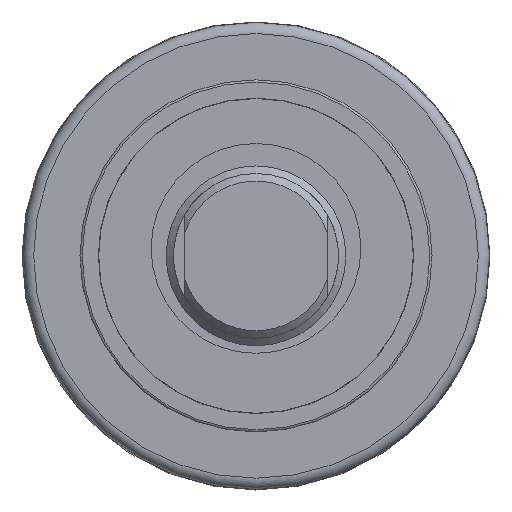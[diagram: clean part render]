
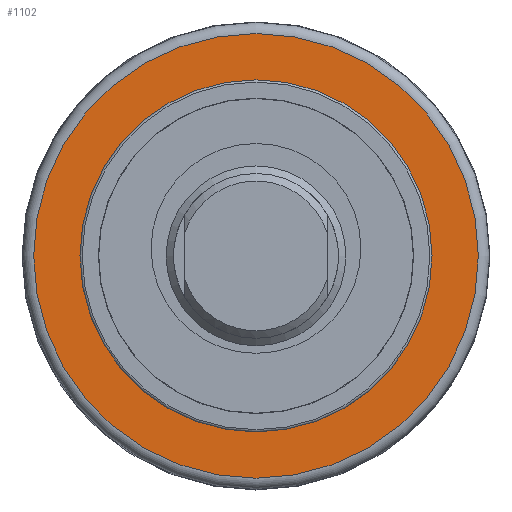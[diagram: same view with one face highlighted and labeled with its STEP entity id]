
A CAD part, left-side view. The second image highlights one B-rep face of the part: STEP entity #1102.
In plain terms, the highlighted planar face has unit normal (-1, 0, 0).
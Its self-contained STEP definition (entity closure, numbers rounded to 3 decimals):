
#53=FACE_BOUND('',#237,.T.);
#111=CIRCLE('',#1230,29.678);
#112=CIRCLE('',#1231,29.678);
#113=CIRCLE('',#1233,23.5);
#114=CIRCLE('',#1234,23.5);
#173=FACE_OUTER_BOUND('',#236,.T.);
#236=EDGE_LOOP('',(#827,#828));
#237=EDGE_LOOP('',(#829,#830));
#462=VERTEX_POINT('',#1881);
#463=VERTEX_POINT('',#1883);
#464=VERTEX_POINT('',#1887);
#465=VERTEX_POINT('',#1888);
#597=EDGE_CURVE('',#462,#463,#111,.T.);
#598=EDGE_CURVE('',#463,#462,#112,.T.);
#599=EDGE_CURVE('',#464,#465,#113,.T.);
#600=EDGE_CURVE('',#465,#464,#114,.T.);
#827=ORIENTED_EDGE('',*,*,#598,.F.);
#828=ORIENTED_EDGE('',*,*,#597,.F.);
#829=ORIENTED_EDGE('',*,*,#599,.T.);
#830=ORIENTED_EDGE('',*,*,#600,.T.);
#994=PLANE('',#1232);
#1102=ADVANCED_FACE('',(#173,#53),#994,.T.);
#1230=AXIS2_PLACEMENT_3D('',#1884,#1480,#1481);
#1231=AXIS2_PLACEMENT_3D('',#1885,#1482,#1483);
#1232=AXIS2_PLACEMENT_3D('',#1886,#1484,#1485);
#1233=AXIS2_PLACEMENT_3D('',#1889,#1486,#1487);
#1234=AXIS2_PLACEMENT_3D('',#1890,#1488,#1489);
#1480=DIRECTION('center_axis',(1.,0.,0.));
#1481=DIRECTION('ref_axis',(0.,1.,0.));
#1482=DIRECTION('center_axis',(1.,0.,0.));
#1483=DIRECTION('ref_axis',(0.,1.,0.));
#1484=DIRECTION('center_axis',(-1.,0.,0.));
#1485=DIRECTION('ref_axis',(0.,0.,-1.));
#1486=DIRECTION('center_axis',(1.,0.,0.));
#1487=DIRECTION('ref_axis',(0.,-1.,0.));
#1488=DIRECTION('center_axis',(1.,0.,0.));
#1489=DIRECTION('ref_axis',(0.,-1.,0.));
#1881=CARTESIAN_POINT('',(56.95,0.,-29.678));
#1883=CARTESIAN_POINT('',(56.95,-29.678,0.));
#1884=CARTESIAN_POINT('Origin',(56.95,0.,0.));
#1885=CARTESIAN_POINT('Origin',(56.95,0.,0.));
#1886=CARTESIAN_POINT('Origin',(56.95,-27.325,0.));
#1887=CARTESIAN_POINT('',(56.95,-23.5,0.));
#1888=CARTESIAN_POINT('',(56.95,23.5,0.));
#1889=CARTESIAN_POINT('Origin',(56.95,0.,0.));
#1890=CARTESIAN_POINT('Origin',(56.95,0.,0.));
